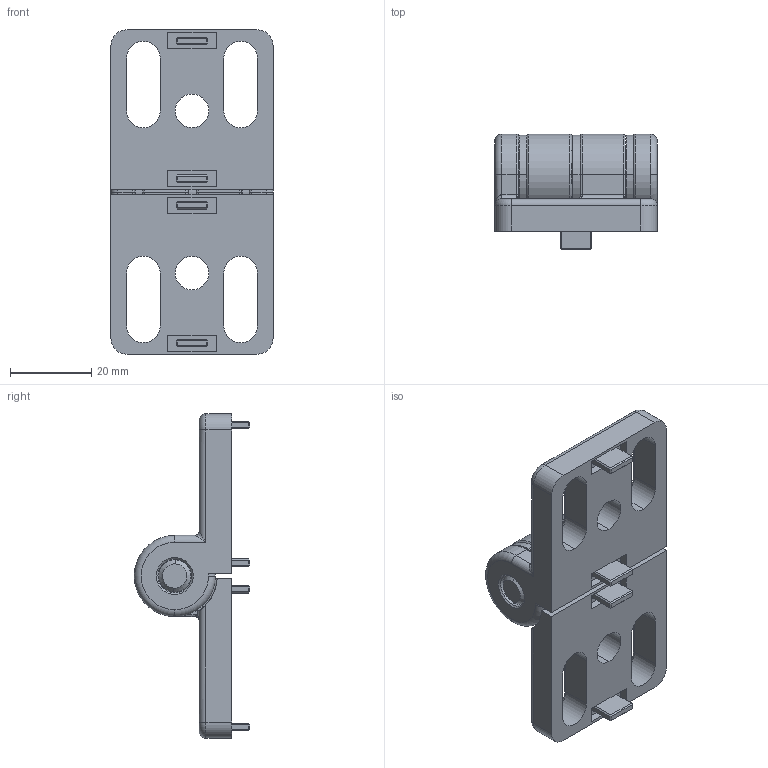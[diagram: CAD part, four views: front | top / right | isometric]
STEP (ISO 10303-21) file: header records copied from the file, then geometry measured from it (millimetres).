
FILE_DESCRIPTION (( 'STEP AP214' ), '1' );
FILE_NAME ('095300n08.STEP', '2019-04-11T12:47:18', ( '' ), ( '' ), 'SwSTEP 2.0', 'SolidWorks 2017', '' );
FILE_SCHEMA (( 'AUTOMOTIVE_DESIGN' ));
Length unit declared in the file: millimetre
Products named in the file (4): 095Z-02_095Z.02; 095310_a_Tab_095310N08; 095z-01_095z.01; 095300n08
Assembly tree (6 placements, depth 2):
  095300n08
    095310_a_Tab_095310N08  x2
    095z-01_095z.01
    095Z-02_095Z.02  x3
Bounding box: 40 x 28.5 x 80 mm (x, y, z)
Volume: 29284.6 mm3; surface area: 16847.9 mm2
Topology: 6 solids, 6 shells, 298 faces, 694 edges, 408 vertices
Faces by surface type: plane 130, cylinder 96, torus 56, cone 8, bspline 8
Entity records: 4843 total; most frequent: CARTESIAN_POINT 1004, DIRECTION 825, ORIENTED_EDGE 724, EDGE_CURVE 362, AXIS2_PLACEMENT_3D 314, VERTEX_POINT 213, VECTOR 197, LINE 197
